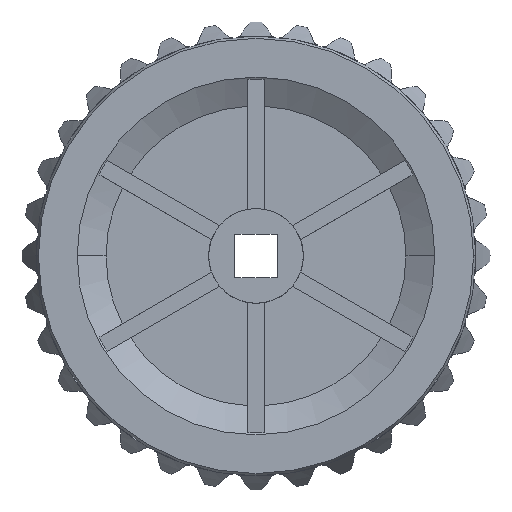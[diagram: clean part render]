
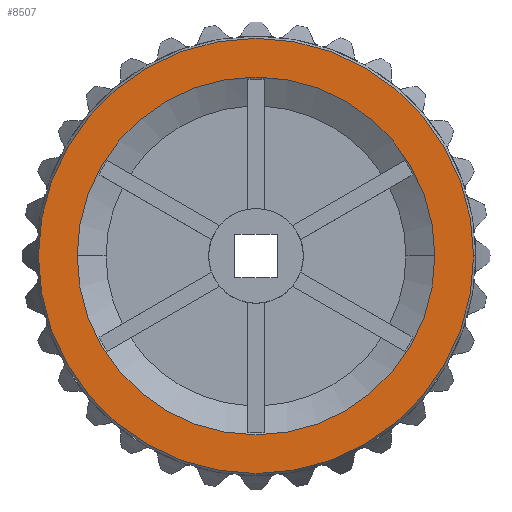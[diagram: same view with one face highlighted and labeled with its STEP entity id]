
A CAD part, top view. The second image highlights one B-rep face of the part: STEP entity #8507.
In plain terms, the highlighted planar face has unit normal (0, 0, 1).
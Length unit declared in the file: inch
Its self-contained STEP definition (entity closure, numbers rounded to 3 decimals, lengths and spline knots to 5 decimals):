
#294 = DIRECTION ( 'NONE',  ( -1., 0., 0. ) ) ;
#380 = CARTESIAN_POINT ( 'NONE',  ( 0., 0., 0.05666 ) ) ;
#1247 = DIRECTION ( 'NONE',  ( 0., 0., -1. ) ) ;
#1291 = AXIS2_PLACEMENT_3D ( 'NONE', #12282, #15684, #12889 ) ;
#2175 = CARTESIAN_POINT ( 'NONE',  ( 0., 0., 0.05666 ) ) ;
#2529 = EDGE_LOOP ( 'NONE', ( #7727, #6380 ) ) ;
#3055 = CARTESIAN_POINT ( 'NONE',  ( -0.63393, 0., 0.05666 ) ) ;
#3732 = VERTEX_POINT ( 'NONE', #18802 ) ;
#3769 = DIRECTION ( 'NONE',  ( 1., 0., 0. ) ) ;
#4371 = AXIS2_PLACEMENT_3D ( 'NONE', #7569, #14945, #9103 ) ;
#4472 = AXIS2_PLACEMENT_3D ( 'NONE', #12254, #6083, #5463 ) ;
#5360 = EDGE_CURVE ( 'NONE', #15887, #15704, #10075, .T. ) ;
#5463 = DIRECTION ( 'NONE',  ( 1., 0., 0. ) ) ;
#5696 = CARTESIAN_POINT ( 'NONE',  ( -0.52107, 0., 0.05666 ) ) ;
#6083 = DIRECTION ( 'NONE',  ( 0., 0., -1. ) ) ;
#6380 = ORIENTED_EDGE ( 'NONE', *, *, #7199, .T. ) ;
#7011 = EDGE_LOOP ( 'NONE', ( #13843, #12243 ) ) ;
#7199 = EDGE_CURVE ( 'NONE', #16104, #3732, #18852, .T. ) ;
#7569 = CARTESIAN_POINT ( 'NONE',  ( 0., 0., 0.05666 ) ) ;
#7727 = ORIENTED_EDGE ( 'NONE', *, *, #12002, .T. ) ;
#8507 = ADVANCED_FACE ( 'NONE', ( #9997, #15533 ), #10304, .T. ) ;
#9103 = DIRECTION ( 'NONE',  ( 1., 0., 0. ) ) ;
#9997 = FACE_BOUND ( 'NONE', #2529, .T. ) ;
#10075 = CIRCLE ( 'NONE', #1291, 0.63393 ) ;
#10304 = PLANE ( 'NONE',  #4371 ) ;
#10807 = CIRCLE ( 'NONE', #4472, 0.52107 ) ;
#12002 = EDGE_CURVE ( 'NONE', #3732, #16104, #10807, .T. ) ;
#12243 = ORIENTED_EDGE ( 'NONE', *, *, #5360, .F. ) ;
#12254 = CARTESIAN_POINT ( 'NONE',  ( 0., 0., 0.05666 ) ) ;
#12282 = CARTESIAN_POINT ( 'NONE',  ( 0., 0., 0.05666 ) ) ;
#12294 = AXIS2_PLACEMENT_3D ( 'NONE', #380, #13264, #3769 ) ;
#12889 = DIRECTION ( 'NONE',  ( -1., 0., 0. ) ) ;
#12936 = CIRCLE ( 'NONE', #15542, 0.63393 ) ;
#13264 = DIRECTION ( 'NONE',  ( 0., 0., -1. ) ) ;
#13843 = ORIENTED_EDGE ( 'NONE', *, *, #17143, .F. ) ;
#14945 = DIRECTION ( 'NONE',  ( 0., 0., 1. ) ) ;
#15533 = FACE_OUTER_BOUND ( 'NONE', #7011, .T. ) ;
#15542 = AXIS2_PLACEMENT_3D ( 'NONE', #2175, #1247, #294 ) ;
#15684 = DIRECTION ( 'NONE',  ( 0., 0., -1. ) ) ;
#15704 = VERTEX_POINT ( 'NONE', #3055 ) ;
#15887 = VERTEX_POINT ( 'NONE', #18799 ) ;
#16104 = VERTEX_POINT ( 'NONE', #5696 ) ;
#17143 = EDGE_CURVE ( 'NONE', #15704, #15887, #12936, .T. ) ;
#18799 = CARTESIAN_POINT ( 'NONE',  ( 0.63393, 0., 0.05666 ) ) ;
#18802 = CARTESIAN_POINT ( 'NONE',  ( 0.52107, 0., 0.05666 ) ) ;
#18852 = CIRCLE ( 'NONE', #12294, 0.52107 ) ;
